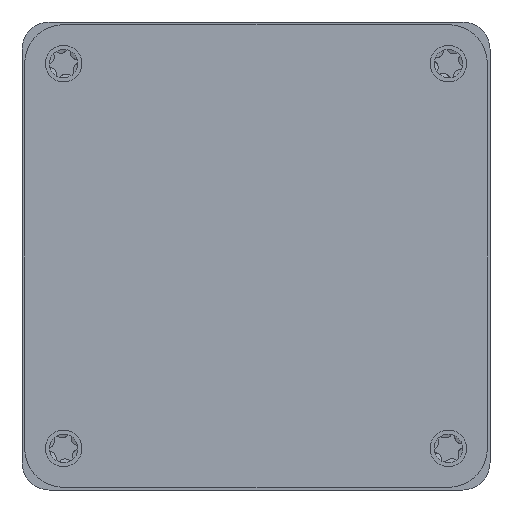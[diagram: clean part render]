
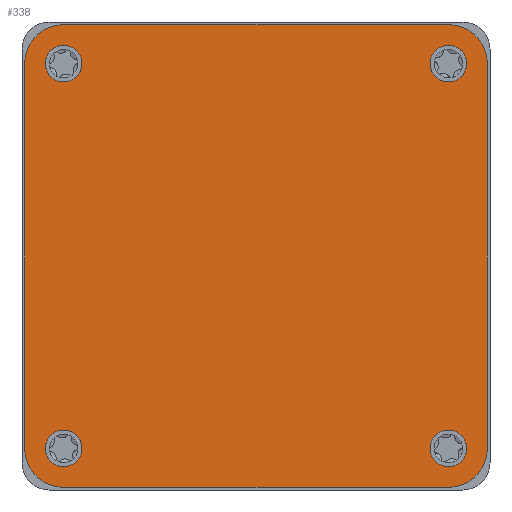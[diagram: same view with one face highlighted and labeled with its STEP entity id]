
A CAD part, front view. The second image highlights one B-rep face of the part: STEP entity #338.
In plain terms, the highlighted planar face has unit normal (0, -1, 0).
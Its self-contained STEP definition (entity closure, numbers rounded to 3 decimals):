
#186 = LINE ( 'NONE', #3683, #1950 ) ;
#193 = CIRCLE ( 'NONE', #12791, 1.6 ) ;
#338 = ADVANCED_FACE ( 'NONE', ( #14659, #806, #14432, #7664, #16445 ), #7775, .F. ) ;
#449 = CARTESIAN_POINT ( 'NONE',  ( 7.9, 0., 7.9 ) ) ;
#680 = ORIENTED_EDGE ( 'NONE', *, *, #16895, .T. ) ;
#771 = ORIENTED_EDGE ( 'NONE', *, *, #13859, .F. ) ;
#806 = FACE_BOUND ( 'NONE', #20438, .T. ) ;
#976 = CARTESIAN_POINT ( 'NONE',  ( 9.5, 0., -7.9 ) ) ;
#1211 = DIRECTION ( 'NONE',  ( 0., 1., 0. ) ) ;
#1950 = VECTOR ( 'NONE', #17859, 1000. ) ;
#2049 = ORIENTED_EDGE ( 'NONE', *, *, #12067, .F. ) ;
#2567 = ORIENTED_EDGE ( 'NONE', *, *, #13833, .T. ) ;
#2762 = CARTESIAN_POINT ( 'NONE',  ( -7.9, 0., -7.15 ) ) ;
#2888 = CARTESIAN_POINT ( 'NONE',  ( 7.9, 0., 7.9 ) ) ;
#3030 = VECTOR ( 'NONE', #4571, 1000. ) ;
#3114 = CIRCLE ( 'NONE', #15337, 0.75 ) ;
#3207 = EDGE_LOOP ( 'NONE', ( #10430, #12227, #771, #14006, #2049, #15553, #11371, #15118 ) ) ;
#3491 = EDGE_CURVE ( 'NONE', #3517, #7383, #186, .T. ) ;
#3517 = VERTEX_POINT ( 'NONE', #6934 ) ;
#3683 = CARTESIAN_POINT ( 'NONE',  ( -7.9, 0., -9.5 ) ) ;
#4102 = AXIS2_PLACEMENT_3D ( 'NONE', #18296, #16599, #16488 ) ;
#4571 = DIRECTION ( 'NONE',  ( 1., 0., 0. ) ) ;
#4632 = CARTESIAN_POINT ( 'NONE',  ( 7.9, 0., -7.9 ) ) ;
#4674 = CARTESIAN_POINT ( 'NONE',  ( -7.9, 0., 8.65 ) ) ;
#5269 = CARTESIAN_POINT ( 'NONE',  ( -7.9, 0., -9.5 ) ) ;
#5492 = AXIS2_PLACEMENT_3D ( 'NONE', #449, #5649, #14303 ) ;
#5610 = AXIS2_PLACEMENT_3D ( 'NONE', #13487, #18427, #16619 ) ;
#5649 = DIRECTION ( 'NONE',  ( 0., 1., 0. ) ) ;
#6322 = CARTESIAN_POINT ( 'NONE',  ( -7.9, 0., 7.9 ) ) ;
#6487 = EDGE_LOOP ( 'NONE', ( #16158 ) ) ;
#6823 = VERTEX_POINT ( 'NONE', #20864 ) ;
#6934 = CARTESIAN_POINT ( 'NONE',  ( 7.9, 0., -9.5 ) ) ;
#7049 = CIRCLE ( 'NONE', #12805, 1.6 ) ;
#7383 = VERTEX_POINT ( 'NONE', #5269 ) ;
#7664 = FACE_BOUND ( 'NONE', #6487, .T. ) ;
#7775 = PLANE ( 'NONE',  #10912 ) ;
#7809 = EDGE_CURVE ( 'NONE', #9265, #11175, #16264, .T. ) ;
#7863 = EDGE_CURVE ( 'NONE', #7383, #6823, #8777, .T. ) ;
#7986 = CARTESIAN_POINT ( 'NONE',  ( -7.9, 0., 9.5 ) ) ;
#8077 = CARTESIAN_POINT ( 'NONE',  ( -9.5, 0., 7.9 ) ) ;
#8364 = DIRECTION ( 'NONE',  ( 0., 0., -1. ) ) ;
#8777 = CIRCLE ( 'NONE', #4102, 1.6 ) ;
#8980 = DIRECTION ( 'NONE',  ( 0., 0., 1. ) ) ;
#9015 = AXIS2_PLACEMENT_3D ( 'NONE', #14515, #12826, #12933 ) ;
#9265 = VERTEX_POINT ( 'NONE', #7986 ) ;
#9631 = VERTEX_POINT ( 'NONE', #20783 ) ;
#9864 = CARTESIAN_POINT ( 'NONE',  ( 7.9, 0., 9.5 ) ) ;
#9926 = VECTOR ( 'NONE', #13024, 1000. ) ;
#10128 = EDGE_CURVE ( 'NONE', #19347, #19347, #17997, .T. ) ;
#10347 = VERTEX_POINT ( 'NONE', #8077 ) ;
#10430 = ORIENTED_EDGE ( 'NONE', *, *, #7863, .F. ) ;
#10590 = LINE ( 'NONE', #15729, #16982 ) ;
#10912 = AXIS2_PLACEMENT_3D ( 'NONE', #20067, #21296, #21408 ) ;
#11014 = CIRCLE ( 'NONE', #13890, 0.75 ) ;
#11175 = VERTEX_POINT ( 'NONE', #17534 ) ;
#11371 = ORIENTED_EDGE ( 'NONE', *, *, #20625, .F. ) ;
#11997 = DIRECTION ( 'NONE',  ( 0., 1., 0. ) ) ;
#12067 = EDGE_CURVE ( 'NONE', #11175, #9631, #17689, .T. ) ;
#12227 = ORIENTED_EDGE ( 'NONE', *, *, #3491, .F. ) ;
#12327 = EDGE_CURVE ( 'NONE', #6823, #10347, #10590, .T. ) ;
#12791 = AXIS2_PLACEMENT_3D ( 'NONE', #20655, #11997, #8364 ) ;
#12805 = AXIS2_PLACEMENT_3D ( 'NONE', #4632, #13412, #18248 ) ;
#12826 = DIRECTION ( 'NONE',  ( 0., 1., 0. ) ) ;
#12933 = DIRECTION ( 'NONE',  ( 0., 0., 1. ) ) ;
#13024 = DIRECTION ( 'NONE',  ( 0., 0., -1. ) ) ;
#13233 = CARTESIAN_POINT ( 'NONE',  ( 7.9, 0., -7.15 ) ) ;
#13412 = DIRECTION ( 'NONE',  ( 0., 1., 0. ) ) ;
#13487 = CARTESIAN_POINT ( 'NONE',  ( 7.9, 0., -7.9 ) ) ;
#13833 = EDGE_CURVE ( 'NONE', #18291, #18291, #11014, .T. ) ;
#13859 = EDGE_CURVE ( 'NONE', #15551, #3517, #7049, .T. ) ;
#13890 = AXIS2_PLACEMENT_3D ( 'NONE', #6322, #18356, #19945 ) ;
#14006 = ORIENTED_EDGE ( 'NONE', *, *, #19983, .F. ) ;
#14303 = DIRECTION ( 'NONE',  ( 0., 0., 1. ) ) ;
#14432 = FACE_BOUND ( 'NONE', #16096, .T. ) ;
#14515 = CARTESIAN_POINT ( 'NONE',  ( -7.9, 0., -7.9 ) ) ;
#14599 = CIRCLE ( 'NONE', #5610, 0.75 ) ;
#14659 = FACE_OUTER_BOUND ( 'NONE', #3207, .T. ) ;
#14690 = EDGE_CURVE ( 'NONE', #16596, #16596, #3114, .T. ) ;
#14937 = DIRECTION ( 'NONE',  ( 0., 0., 1. ) ) ;
#15118 = ORIENTED_EDGE ( 'NONE', *, *, #12327, .F. ) ;
#15337 = AXIS2_PLACEMENT_3D ( 'NONE', #2888, #1211, #14937 ) ;
#15551 = VERTEX_POINT ( 'NONE', #17927 ) ;
#15553 = ORIENTED_EDGE ( 'NONE', *, *, #7809, .F. ) ;
#15729 = CARTESIAN_POINT ( 'NONE',  ( -9.5, 0., 7.9 ) ) ;
#15953 = CARTESIAN_POINT ( 'NONE',  ( 7.9, 0., 8.65 ) ) ;
#16096 = EDGE_LOOP ( 'NONE', ( #680 ) ) ;
#16158 = ORIENTED_EDGE ( 'NONE', *, *, #14690, .T. ) ;
#16264 = LINE ( 'NONE', #9864, #3030 ) ;
#16445 = FACE_BOUND ( 'NONE', #21344, .T. ) ;
#16488 = DIRECTION ( 'NONE',  ( 0., 0., 1. ) ) ;
#16596 = VERTEX_POINT ( 'NONE', #15953 ) ;
#16599 = DIRECTION ( 'NONE',  ( 0., 1., 0. ) ) ;
#16619 = DIRECTION ( 'NONE',  ( 0., 0., 1. ) ) ;
#16895 = EDGE_CURVE ( 'NONE', #19995, #19995, #14599, .T. ) ;
#16982 = VECTOR ( 'NONE', #8980, 1000. ) ;
#17534 = CARTESIAN_POINT ( 'NONE',  ( 7.9, 0., 9.5 ) ) ;
#17689 = CIRCLE ( 'NONE', #5492, 1.6 ) ;
#17859 = DIRECTION ( 'NONE',  ( -1., 0., 0. ) ) ;
#17927 = CARTESIAN_POINT ( 'NONE',  ( 9.5, 0., -7.9 ) ) ;
#17997 = CIRCLE ( 'NONE', #9015, 0.75 ) ;
#18248 = DIRECTION ( 'NONE',  ( 0., 0., -1. ) ) ;
#18291 = VERTEX_POINT ( 'NONE', #4674 ) ;
#18296 = CARTESIAN_POINT ( 'NONE',  ( -7.9, 0., -7.9 ) ) ;
#18356 = DIRECTION ( 'NONE',  ( 0., 1., 0. ) ) ;
#18427 = DIRECTION ( 'NONE',  ( 0., 1., 0. ) ) ;
#19347 = VERTEX_POINT ( 'NONE', #2762 ) ;
#19783 = LINE ( 'NONE', #976, #9926 ) ;
#19945 = DIRECTION ( 'NONE',  ( 0., 0., 1. ) ) ;
#19983 = EDGE_CURVE ( 'NONE', #9631, #15551, #19783, .T. ) ;
#19995 = VERTEX_POINT ( 'NONE', #13233 ) ;
#20067 = CARTESIAN_POINT ( 'NONE',  ( -7.9, 0., -7.9 ) ) ;
#20438 = EDGE_LOOP ( 'NONE', ( #21485 ) ) ;
#20625 = EDGE_CURVE ( 'NONE', #10347, #9265, #193, .T. ) ;
#20655 = CARTESIAN_POINT ( 'NONE',  ( -7.9, 0., 7.9 ) ) ;
#20783 = CARTESIAN_POINT ( 'NONE',  ( 9.5, 0., 7.9 ) ) ;
#20864 = CARTESIAN_POINT ( 'NONE',  ( -9.5, 0., -7.9 ) ) ;
#21296 = DIRECTION ( 'NONE',  ( 0., 1., 0. ) ) ;
#21344 = EDGE_LOOP ( 'NONE', ( #2567 ) ) ;
#21408 = DIRECTION ( 'NONE',  ( 0., 0., 1. ) ) ;
#21485 = ORIENTED_EDGE ( 'NONE', *, *, #10128, .T. ) ;
